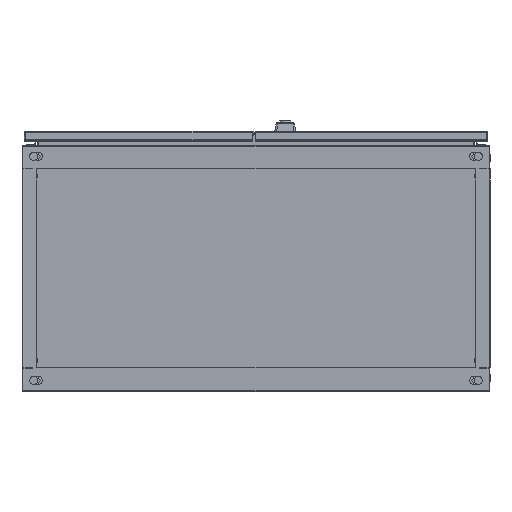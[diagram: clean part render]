
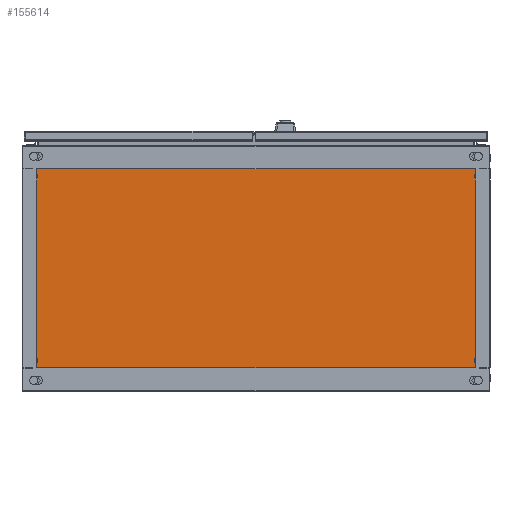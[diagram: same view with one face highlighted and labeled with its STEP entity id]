
A CAD part, front view. The second image highlights one B-rep face of the part: STEP entity #155614.
In plain terms, the highlighted planar face has unit normal (0, -1, 0).
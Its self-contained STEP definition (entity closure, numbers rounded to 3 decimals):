
#242 = EDGE_CURVE ( 'NONE', #153693, #33219, #295, .T. ) ;
#295 = LINE ( 'NONE', #92753, #122184 ) ;
#2318 = EDGE_LOOP ( 'NONE', ( #142702, #88106, #95843, #108993 ) ) ;
#2798 = CARTESIAN_POINT ( 'NONE',  ( 0., 1799., 0. ) ) ;
#3517 = VECTOR ( 'NONE', #131677, 1000. ) ;
#4389 = LINE ( 'NONE', #70286, #120410 ) ;
#8694 = DIRECTION ( 'NONE',  ( 0., 0., 1. ) ) ;
#9241 = AXIS2_PLACEMENT_3D ( 'NONE', #2798, #13788, #103308 ) ;
#13788 = DIRECTION ( 'NONE',  ( 0., 1., 0. ) ) ;
#33219 = VERTEX_POINT ( 'NONE', #112673 ) ;
#45303 = CARTESIAN_POINT ( 'NONE',  ( 375., 1799., 170. ) ) ;
#55945 = CARTESIAN_POINT ( 'NONE',  ( 375., 1799., -170. ) ) ;
#58602 = CARTESIAN_POINT ( 'NONE',  ( 375., 1799., -170. ) ) ;
#70286 = CARTESIAN_POINT ( 'NONE',  ( -375., 1799., -170. ) ) ;
#77972 = CARTESIAN_POINT ( 'NONE',  ( -375., 1799., 170. ) ) ;
#85960 = EDGE_CURVE ( 'NONE', #142384, #160790, #134142, .T. ) ;
#88106 = ORIENTED_EDGE ( 'NONE', *, *, #242, .F. ) ;
#89065 = EDGE_CURVE ( 'NONE', #160790, #153693, #139037, .T. ) ;
#92753 = CARTESIAN_POINT ( 'NONE',  ( -375., 1799., -170. ) ) ;
#95843 = ORIENTED_EDGE ( 'NONE', *, *, #89065, .F. ) ;
#103308 = DIRECTION ( 'NONE',  ( 0., 0., 1. ) ) ;
#108993 = ORIENTED_EDGE ( 'NONE', *, *, #85960, .F. ) ;
#112673 = CARTESIAN_POINT ( 'NONE',  ( -375., 1799., -170. ) ) ;
#117440 = DIRECTION ( 'NONE',  ( 1., 0., 0. ) ) ;
#120410 = VECTOR ( 'NONE', #8694, 1000. ) ;
#122184 = VECTOR ( 'NONE', #144979, 1000. ) ;
#125496 = FACE_OUTER_BOUND ( 'NONE', #2318, .T. ) ;
#131677 = DIRECTION ( 'NONE',  ( 0., 0., -1. ) ) ;
#134142 = LINE ( 'NONE', #141031, #142031 ) ;
#139037 = LINE ( 'NONE', #55945, #3517 ) ;
#141031 = CARTESIAN_POINT ( 'NONE',  ( -375., 1799., 170. ) ) ;
#142031 = VECTOR ( 'NONE', #117440, 1000. ) ;
#142384 = VERTEX_POINT ( 'NONE', #77972 ) ;
#142702 = ORIENTED_EDGE ( 'NONE', *, *, #149261, .F. ) ;
#144979 = DIRECTION ( 'NONE',  ( -1., 0., 0. ) ) ;
#149261 = EDGE_CURVE ( 'NONE', #33219, #142384, #4389, .T. ) ;
#151729 = PLANE ( 'NONE',  #9241 ) ;
#153693 = VERTEX_POINT ( 'NONE', #58602 ) ;
#155614 = ADVANCED_FACE ( 'NONE', ( #125496 ), #151729, .F. ) ;
#160790 = VERTEX_POINT ( 'NONE', #45303 ) ;
